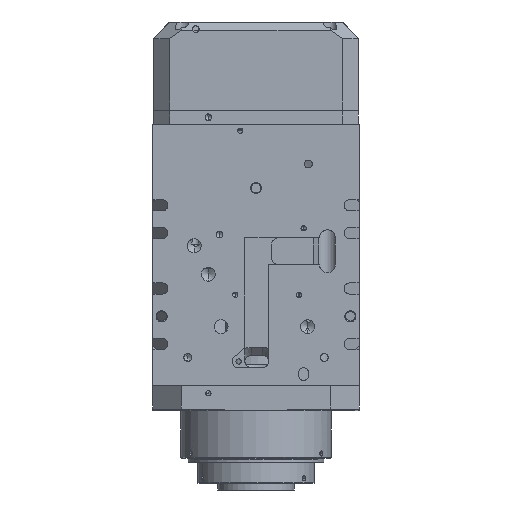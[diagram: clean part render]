
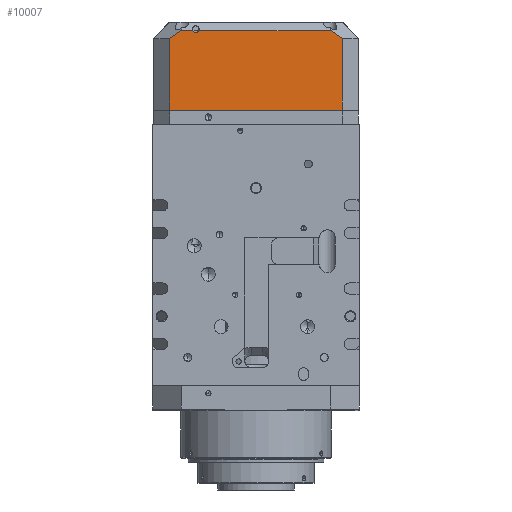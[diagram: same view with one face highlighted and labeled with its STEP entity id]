
A CAD part, front view. The second image highlights one B-rep face of the part: STEP entity #10007.
In plain terms, the highlighted planar face has unit normal (0, -1, 0).
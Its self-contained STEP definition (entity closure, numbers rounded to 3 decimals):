
#1120 = CARTESIAN_POINT ( 'NONE',  ( 54.5, -64.5, 55.5 ) ) ;
#1336 = VERTEX_POINT ( 'NONE', #7586 ) ;
#1426 = LINE ( 'NONE', #21117, #18103 ) ;
#2628 = DIRECTION ( 'NONE',  ( -1., 0., 0. ) ) ;
#3363 = LINE ( 'NONE', #21421, #34746 ) ;
#3580 = EDGE_CURVE ( 'NONE', #30042, #15757, #38874, .T. ) ;
#5137 = DIRECTION ( 'NONE',  ( 0., 0., -1. ) ) ;
#6054 = EDGE_CURVE ( 'NONE', #17767, #20364, #21121, .T. ) ;
#6641 = ORIENTED_EDGE ( 'NONE', *, *, #13391, .F. ) ;
#6724 = VECTOR ( 'NONE', #20014, 1000. ) ;
#7181 = EDGE_LOOP ( 'NONE', ( #6641, #34933, #20654, #8803, #7290, #25663, #16467, #17769, #36026 ) ) ;
#7290 = ORIENTED_EDGE ( 'NONE', *, *, #16446, .F. ) ;
#7446 = DIRECTION ( 'NONE',  ( 0., 0., -1. ) ) ;
#7586 = CARTESIAN_POINT ( 'NONE',  ( -47.429, -64.5, 5.5 ) ) ;
#7811 = DIRECTION ( 'NONE',  ( 0., -1., 0. ) ) ;
#8803 = ORIENTED_EDGE ( 'NONE', *, *, #11426, .F. ) ;
#9614 = PLANE ( 'NONE',  #27544 ) ;
#10007 = ADVANCED_FACE ( 'NONE', ( #32026 ), #9614, .F. ) ;
#10874 = VECTOR ( 'NONE', #7446, 1000. ) ;
#11426 = EDGE_CURVE ( 'NONE', #22728, #16162, #35386, .T. ) ;
#12696 = EDGE_CURVE ( 'NONE', #16162, #17767, #21088, .T. ) ;
#12773 = DIRECTION ( 'NONE',  ( 0., 0., 1. ) ) ;
#12843 = EDGE_CURVE ( 'NONE', #1336, #15757, #1426, .T. ) ;
#13391 = EDGE_CURVE ( 'NONE', #20364, #1336, #3363, .T. ) ;
#13462 = CARTESIAN_POINT ( 'NONE',  ( 54.5, -64.5, 10.5 ) ) ;
#13858 = CARTESIAN_POINT ( 'NONE',  ( -54.5, -64.5, 55.5 ) ) ;
#13872 = CARTESIAN_POINT ( 'NONE',  ( 38., -64.5, 4.5 ) ) ;
#14883 = VECTOR ( 'NONE', #5137, 1000. ) ;
#15182 = DIRECTION ( 'NONE',  ( -0.816, 0., -0.577 ) ) ;
#15757 = VERTEX_POINT ( 'NONE', #18211 ) ;
#15761 = CARTESIAN_POINT ( 'NONE',  ( -54.5, -64.5, 55.5 ) ) ;
#16162 = VERTEX_POINT ( 'NONE', #29592 ) ;
#16446 = EDGE_CURVE ( 'NONE', #28748, #22728, #20906, .T. ) ;
#16467 = ORIENTED_EDGE ( 'NONE', *, *, #39195, .F. ) ;
#17010 = DIRECTION ( 'NONE',  ( 0., 0., -1. ) ) ;
#17767 = VERTEX_POINT ( 'NONE', #40430 ) ;
#17769 = ORIENTED_EDGE ( 'NONE', *, *, #3580, .T. ) ;
#18103 = VECTOR ( 'NONE', #39815, 1000. ) ;
#18189 = CARTESIAN_POINT ( 'NONE',  ( 3.047, -64.5, -25.883 ) ) ;
#18211 = CARTESIAN_POINT ( 'NONE',  ( -54.5, -64.5, 10.5 ) ) ;
#18610 = CARTESIAN_POINT ( 'NONE',  ( 64.5, -64.5, 5.5 ) ) ;
#20014 = DIRECTION ( 'NONE',  ( 1., 0., 0. ) ) ;
#20364 = VERTEX_POINT ( 'NONE', #36604 ) ;
#20654 = ORIENTED_EDGE ( 'NONE', *, *, #12696, .F. ) ;
#20906 = LINE ( 'NONE', #18189, #28218 ) ;
#21088 = CIRCLE ( 'NONE', #28905, 2.1 ) ;
#21117 = CARTESIAN_POINT ( 'NONE',  ( -75.713, -64.5, 25.5 ) ) ;
#21121 = CIRCLE ( 'NONE', #30106, 2.1 ) ;
#21421 = CARTESIAN_POINT ( 'NONE',  ( 64.5, -64.5, 5.5 ) ) ;
#22728 = VERTEX_POINT ( 'NONE', #34172 ) ;
#23396 = LINE ( 'NONE', #13858, #6724 ) ;
#25554 = LINE ( 'NONE', #29354, #10874 ) ;
#25663 = ORIENTED_EDGE ( 'NONE', *, *, #36277, .F. ) ;
#26081 = VECTOR ( 'NONE', #40473, 1000. ) ;
#26600 = CARTESIAN_POINT ( 'NONE',  ( 38., -64.5, 4.5 ) ) ;
#27544 = AXIS2_PLACEMENT_3D ( 'NONE', #15761, #31504, #12773 ) ;
#27881 = CARTESIAN_POINT ( 'NONE',  ( -54.5, -64.5, 55.5 ) ) ;
#28218 = VECTOR ( 'NONE', #15182, 1000. ) ;
#28748 = VERTEX_POINT ( 'NONE', #13462 ) ;
#28905 = AXIS2_PLACEMENT_3D ( 'NONE', #13872, #35767, #17010 ) ;
#29354 = CARTESIAN_POINT ( 'NONE',  ( 54.5, -64.5, 55.5 ) ) ;
#29592 = CARTESIAN_POINT ( 'NONE',  ( 39.847, -64.5, 5.5 ) ) ;
#29724 = DIRECTION ( 'NONE',  ( 0., 0., -1. ) ) ;
#30042 = VERTEX_POINT ( 'NONE', #27881 ) ;
#30106 = AXIS2_PLACEMENT_3D ( 'NONE', #26600, #7811, #29724 ) ;
#30193 = CARTESIAN_POINT ( 'NONE',  ( -54.5, -64.5, 55.5 ) ) ;
#31504 = DIRECTION ( 'NONE',  ( 0., 1., 0. ) ) ;
#32026 = FACE_OUTER_BOUND ( 'NONE', #7181, .T. ) ;
#32259 = VERTEX_POINT ( 'NONE', #1120 ) ;
#34172 = CARTESIAN_POINT ( 'NONE',  ( 47.429, -64.5, 5.5 ) ) ;
#34746 = VECTOR ( 'NONE', #2628, 1000. ) ;
#34933 = ORIENTED_EDGE ( 'NONE', *, *, #6054, .F. ) ;
#35386 = LINE ( 'NONE', #18610, #26081 ) ;
#35767 = DIRECTION ( 'NONE',  ( 0., -1., 0. ) ) ;
#36026 = ORIENTED_EDGE ( 'NONE', *, *, #12843, .F. ) ;
#36277 = EDGE_CURVE ( 'NONE', #32259, #28748, #25554, .T. ) ;
#36604 = CARTESIAN_POINT ( 'NONE',  ( 36.153, -64.5, 5.5 ) ) ;
#38874 = LINE ( 'NONE', #30193, #14883 ) ;
#39195 = EDGE_CURVE ( 'NONE', #30042, #32259, #23396, .T. ) ;
#39815 = DIRECTION ( 'NONE',  ( -0.816, 0., 0.577 ) ) ;
#40430 = CARTESIAN_POINT ( 'NONE',  ( 38., -64.5, 6.6 ) ) ;
#40473 = DIRECTION ( 'NONE',  ( -1., 0., 0. ) ) ;
